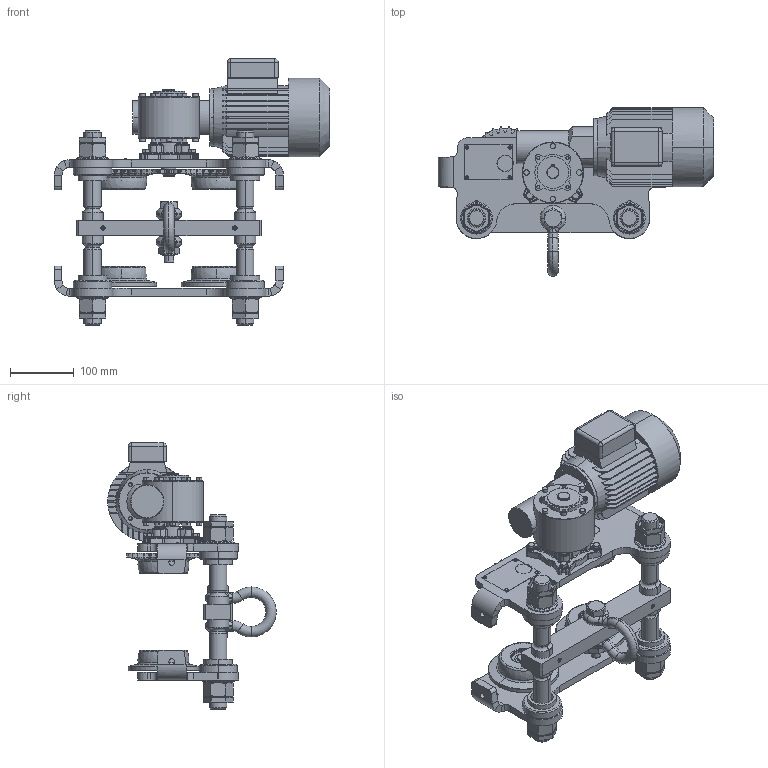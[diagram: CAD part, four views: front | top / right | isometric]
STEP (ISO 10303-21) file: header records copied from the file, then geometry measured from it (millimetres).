
FILE_DESCRIPTION (( 'STEP AP203' ), '1' );
FILE_NAME ('VTE-U 2-A.STEP', '2012-06-28T06:53:50', ( 'Yale Industrial Products GmbH' ), ( 'Yale Industrial Products GmbH' ), 'SwSTEP 2.0', 'SolidWorks 2011', '' );
FILE_SCHEMA (( 'CONFIG_CONTROL_DESIGN' ));
Products named in the file (1): VTE-U 2-A
Bounding box: 432.5 x 264.73 x 418 mm (x, y, z)
Surface area: 714815.7 mm2 (no closed solid volume)
Topology: 0 solids, 83 shells, 1673 faces, 5226 edges, 3499 vertices
Faces by surface type: cylinder 755, plane 475, cone 233, bspline 97, torus 89, sphere 24
Entity records: 64670 total; most frequent: CARTESIAN_POINT 19776, DIRECTION 9490, ORIENTED_EDGE 8780, EDGE_CURVE 5201, AXIS2_PLACEMENT_3D 3803, VERTEX_POINT 3487, CIRCLE 2226, VECTOR 1884
